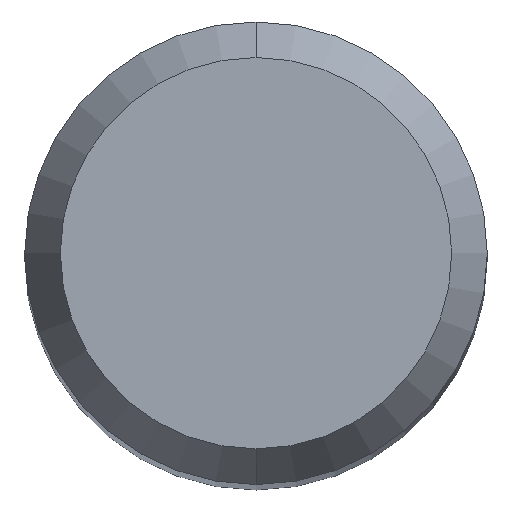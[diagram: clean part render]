
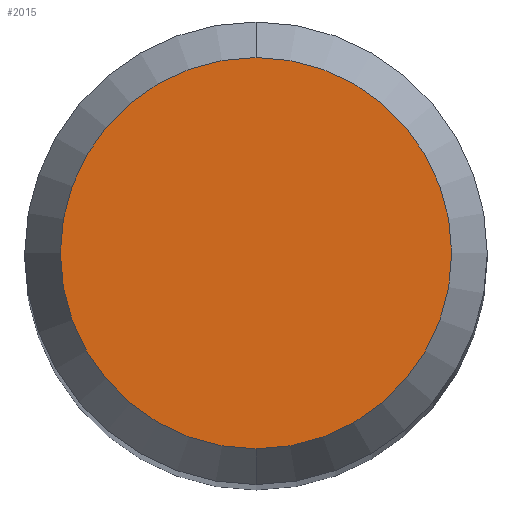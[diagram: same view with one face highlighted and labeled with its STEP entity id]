
A CAD part, top view. The second image highlights one B-rep face of the part: STEP entity #2015.
In plain terms, the highlighted planar face has unit normal (0, 0, 1).
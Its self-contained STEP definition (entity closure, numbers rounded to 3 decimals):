
#733=EDGE_CURVE('',#1957,#743,#2100,.T.);
#743=VERTEX_POINT('',#2110);
#1957=VERTEX_POINT('',#3435);
#1981=EDGE_CURVE('',#743,#1957,#3461,.T.);
#2015=ADVANCED_FACE('',(#3498),#3499,.T.);
#2100=CIRCLE('',#4008,2.538);
#2110=CARTESIAN_POINT('',(0.0,2.538,0.0));
#3435=CARTESIAN_POINT('',(0.,-2.538,0.0));
#3461=CIRCLE('',#15756,2.538);
#3498=FACE_OUTER_BOUND('',#16041,.T.);
#3499=PLANE('',#16042);
#4008=AXIS2_PLACEMENT_3D('',#16207,#16208,#16209);
#15756=AXIS2_PLACEMENT_3D('',#17441,#17442,#17443);
#16041=EDGE_LOOP('',(#17488,#17489));
#16042=AXIS2_PLACEMENT_3D('',#17490,#17491,#17492);
#16207=CARTESIAN_POINT('',(0.0,0.0,0.0));
#16208=DIRECTION('',(0.0,0.0,-1.0));
#16209=DIRECTION('',(0.0,1.0,0.0));
#17441=CARTESIAN_POINT('',(0.0,0.0,0.0));
#17442=DIRECTION('',(0.0,0.0,-1.0));
#17443=DIRECTION('',(0.0,1.0,0.0));
#17488=ORIENTED_EDGE('',*,*,#1981,.F.);
#17489=ORIENTED_EDGE('',*,*,#733,.F.);
#17490=CARTESIAN_POINT('',(0.0,1.269,0.0));
#17491=DIRECTION('',(-0.0,0.0,1.0));
#17492=DIRECTION('',(0.0,-1.0,0.0));
